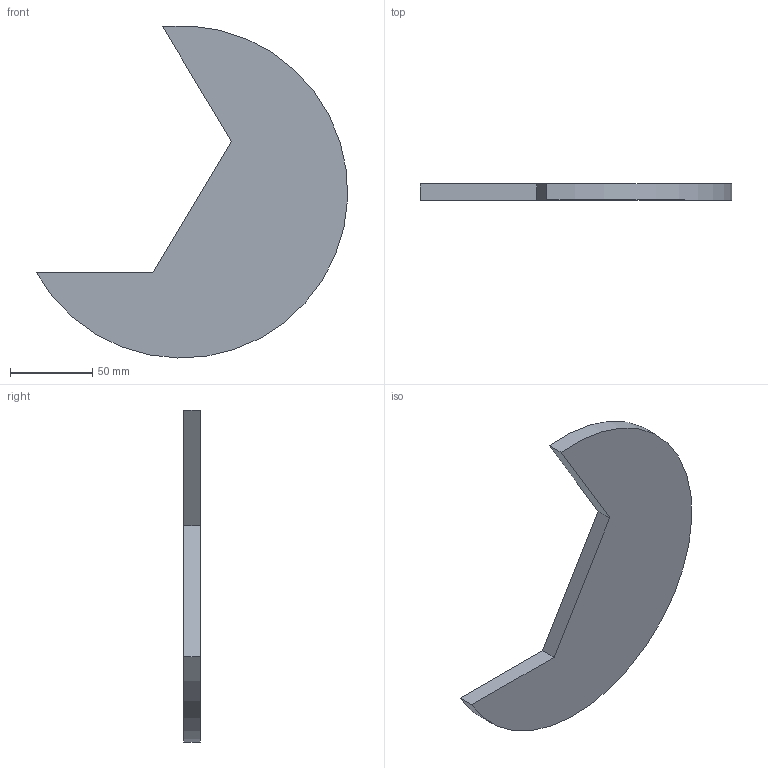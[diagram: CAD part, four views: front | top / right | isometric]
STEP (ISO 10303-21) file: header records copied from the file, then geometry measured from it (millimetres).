
FILE_DESCRIPTION(('Open CASCADE Model'),'2;1');
FILE_NAME('Open CASCADE Shape Model','2021-07-28T13:26:21',('Author'),( 'Open CASCADE'),'Open CASCADE STEP processor 7.4','Open CASCADE 7.4' ,'Unknown');
FILE_SCHEMA(('AUTOMOTIVE_DESIGN { 1 0 10303 214 1 1 1 1 }'));
Length unit declared in the file: millimetre
Products named in the file (5): CQ_assembly; red_part; red_part_part; 66095c1e-efa7-11eb-87c0-0242ac110002; 66095c1e-efa7-11eb-87c0-0242ac110002_part
Assembly tree (4 placements, depth 4):
  CQ_assembly
    red_part
      red_part_part
      66095c1e-efa7-11eb-87c0-0242ac110002
        66095c1e-efa7-11eb-87c0-0242ac110002_part
Bounding box: 189.73 x 10 x 202.43 mm (x, y, z)
Volume: 182154.6 mm3; surface area: 43264.8 mm2
Topology: 1 solids, 1 shells, 6 faces, 12 edges, 8 vertices
Faces by surface type: plane 5, cylinder 1
Entity records: 405 total; most frequent: DIRECTION 60, CARTESIAN_POINT 55, LINE 32, VECTOR 32, ORIENTED_EDGE 24, PCURVE 24, DEFINITIONAL_REPRESENTATION 24, AXIS2_PLACEMENT_3D 13
